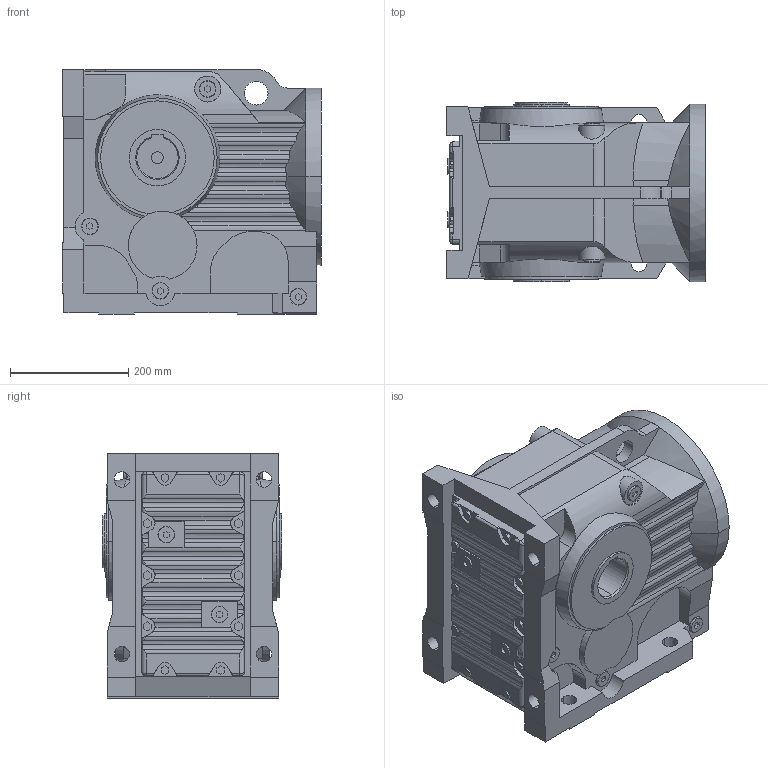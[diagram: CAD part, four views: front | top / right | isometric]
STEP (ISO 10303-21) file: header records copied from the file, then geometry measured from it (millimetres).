
FILE_DESCRIPTION(('STEP AP214'),'1');
FILE_NAME('cctmp_45611BD8-BA0F-4F9B-A67C-5E5D9E34AC45_2022_07_07_16_13_48_0239..stp','2022-07-07T14:13:48',('SEW-EURODRIVE GmbH & Co KG'),('CADClick - www.CADClick.com'),'Spatial InterOp 3D postprocessed',' ','unknown authorization');
FILE_SCHEMA(('AUTOMOTIVE_DESIGN'));
Length unit declared in the file: millimetre
Products named in the file (1): 2022_07_07_16_13_48_0224
Bounding box: 437 x 303 x 414 mm (x, y, z)
Volume: 39541277.4 mm3; surface area: 1038898.7 mm2
Topology: 1 solids, 1 shells, 611 faces, 1648 edges, 1082 vertices
Faces by surface type: plane 332, cylinder 263, cone 12, bspline 4
Entity records: 23399 total; most frequent: CARTESIAN_POINT 6504, ORIENTED_EDGE 3288, DIRECTION 2899, EDGE_CURVE 1644, VERTEX_POINT 1082, LINE 1027, VECTOR 1027, AXIS2_PLACEMENT_3D 936
